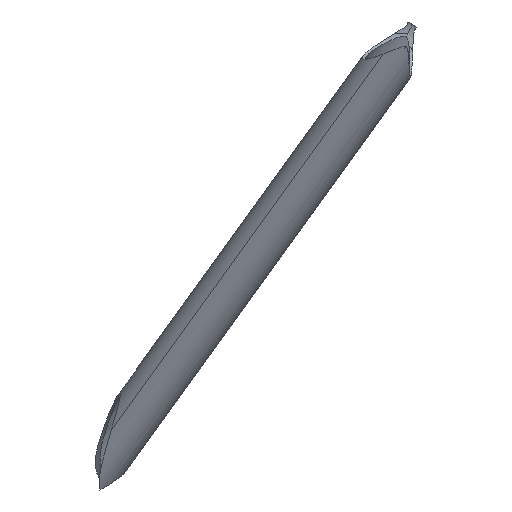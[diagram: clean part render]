
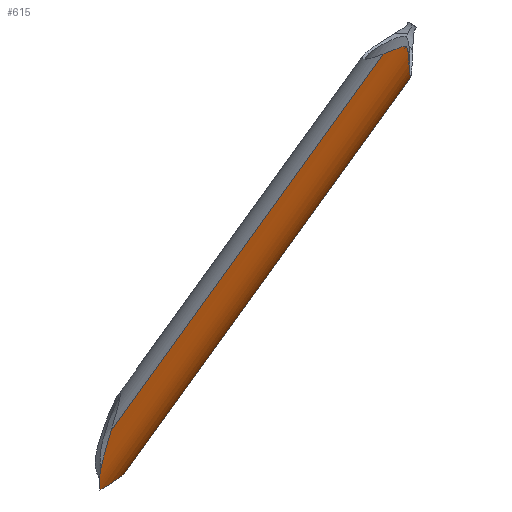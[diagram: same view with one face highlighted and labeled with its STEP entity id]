
A CAD part, front view. The second image highlights one B-rep face of the part: STEP entity #615.
In plain terms, the highlighted cylindrical face has radius 12.5 mm (diameter 25 mm), a partial arc.
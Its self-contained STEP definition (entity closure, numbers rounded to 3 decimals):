
#198=CARTESIAN_POINT('Vertex',(-644.88,-163.05,-54.8)) ;
#204=CARTESIAN_POINT('Control Point',(-644.88,-163.05,-54.8)) ;
#205=CARTESIAN_POINT('Control Point',(-645.131,-163.857,-53.88)) ;
#206=CARTESIAN_POINT('Control Point',(-645.278,-164.577,-52.856)) ;
#207=CARTESIAN_POINT('Control Point',(-645.318,-165.224,-51.777)) ;
#208=CARTESIAN_POINT('Control Point',(-645.234,-166.833,-48.791)) ;
#209=CARTESIAN_POINT('Control Point',(-644.732,-168.134,-45.685)) ;
#210=CARTESIAN_POINT('Control Point',(-644.334,-168.889,-43.726)) ;
#211=CARTESIAN_POINT('Control Point',(-643.504,-170.162,-40.132)) ;
#212=CARTESIAN_POINT('Control Point',(-642.542,-171.266,-36.516)) ;
#213=CARTESIAN_POINT('Control Point',(-642.09,-171.732,-34.88)) ;
#214=CARTESIAN_POINT('Control Point',(-641.282,-172.488,-32.024)) ;
#215=CARTESIAN_POINT('Control Point',(-640.447,-173.14,-29.15)) ;
#216=CARTESIAN_POINT('Control Point',(-640.089,-173.396,-27.926)) ;
#217=CARTESIAN_POINT('Control Point',(-639.728,-173.632,-26.698)) ;
#218=CARTESIAN_POINT('Control Point',(-639.366,-173.842,-25.466)) ;
#219=CARTESIAN_POINT('Vertex',(-639.366,-173.842,-25.466)) ;
#312=CARTESIAN_POINT('Vertex',(-642.801,-142.923,-47.609)) ;
#316=CARTESIAN_POINT('Control Point',(-644.88,-163.05,-54.8)) ;
#317=CARTESIAN_POINT('Control Point',(-644.086,-163.014,-54.363)) ;
#318=CARTESIAN_POINT('Control Point',(-643.297,-162.955,-53.918)) ;
#319=CARTESIAN_POINT('Control Point',(-642.515,-162.87,-53.467)) ;
#320=CARTESIAN_POINT('Control Point',(-640.557,-162.583,-52.309)) ;
#321=CARTESIAN_POINT('Control Point',(-638.661,-162.091,-51.112)) ;
#322=CARTESIAN_POINT('Control Point',(-637.551,-161.707,-50.38)) ;
#323=CARTESIAN_POINT('Control Point',(-635.837,-160.913,-49.183)) ;
#324=CARTESIAN_POINT('Control Point',(-634.364,-159.74,-47.999)) ;
#325=CARTESIAN_POINT('Control Point',(-633.853,-159.235,-47.557)) ;
#326=CARTESIAN_POINT('Control Point',(-633.164,-158.337,-46.893)) ;
#327=CARTESIAN_POINT('Control Point',(-632.705,-157.269,-46.305)) ;
#328=CARTESIAN_POINT('Control Point',(-632.575,-156.866,-46.107)) ;
#329=CARTESIAN_POINT('Control Point',(-632.372,-155.923,-45.699)) ;
#330=CARTESIAN_POINT('Control Point',(-632.371,-154.921,-45.387)) ;
#331=CARTESIAN_POINT('Control Point',(-632.435,-154.36,-45.248)) ;
#332=CARTESIAN_POINT('Control Point',(-632.714,-153.066,-45.003)) ;
#333=CARTESIAN_POINT('Control Point',(-633.251,-151.829,-44.92)) ;
#334=CARTESIAN_POINT('Control Point',(-633.621,-151.153,-44.918)) ;
#335=CARTESIAN_POINT('Control Point',(-634.895,-149.178,-45.023)) ;
#336=CARTESIAN_POINT('Control Point',(-636.508,-147.482,-45.41)) ;
#337=CARTESIAN_POINT('Control Point',(-637.659,-146.453,-45.744)) ;
#338=CARTESIAN_POINT('Control Point',(-639.38,-145.105,-46.308)) ;
#339=CARTESIAN_POINT('Control Point',(-641.174,-143.912,-46.971)) ;
#340=CARTESIAN_POINT('Control Point',(-641.712,-143.57,-47.176)) ;
#341=CARTESIAN_POINT('Control Point',(-642.255,-143.241,-47.389)) ;
#342=CARTESIAN_POINT('Control Point',(-642.801,-142.923,-47.609)) ;
#528=CARTESIAN_POINT('Axis2P3D Location',(-574.203,-197.281,56.)) ;
#533=CARTESIAN_POINT('Line Origine',(-580.488,-208.086,56.)) ;
#537=CARTESIAN_POINT('Vertex',(-506.18,-251.305,158.814)) ;
#540=CARTESIAN_POINT('Line Origine',(-567.919,-186.476,56.)) ;
#544=CARTESIAN_POINT('Vertex',(-491.556,-230.889,161.657)) ;
#548=CARTESIAN_POINT('Control Point',(-491.556,-230.889,161.657)) ;
#549=CARTESIAN_POINT('Control Point',(-491.573,-230.879,161.253)) ;
#550=CARTESIAN_POINT('Control Point',(-491.59,-230.878,160.849)) ;
#551=CARTESIAN_POINT('Control Point',(-491.607,-230.885,160.445)) ;
#552=CARTESIAN_POINT('Vertex',(-491.607,-230.885,160.445)) ;
#556=CARTESIAN_POINT('Control Point',(-494.737,-255.63,162.637)) ;
#557=CARTESIAN_POINT('Control Point',(-494.561,-255.537,162.358)) ;
#558=CARTESIAN_POINT('Control Point',(-494.427,-255.423,162.058)) ;
#559=CARTESIAN_POINT('Control Point',(-494.324,-255.298,161.751)) ;
#560=CARTESIAN_POINT('Control Point',(-494.107,-254.958,160.964)) ;
#561=CARTESIAN_POINT('Control Point',(-493.98,-254.576,160.174)) ;
#562=CARTESIAN_POINT('Control Point',(-493.916,-254.332,159.695)) ;
#563=CARTESIAN_POINT('Control Point',(-493.752,-253.552,158.236)) ;
#564=CARTESIAN_POINT('Control Point',(-493.652,-252.68,156.822)) ;
#565=CARTESIAN_POINT('Control Point',(-493.589,-252.054,155.894)) ;
#566=CARTESIAN_POINT('Control Point',(-493.426,-250.163,153.34)) ;
#567=CARTESIAN_POINT('Control Point',(-493.274,-247.932,151.064)) ;
#568=CARTESIAN_POINT('Control Point',(-493.166,-246.34,149.748)) ;
#569=CARTESIAN_POINT('Control Point',(-492.996,-243.855,148.227)) ;
#570=CARTESIAN_POINT('Control Point',(-492.792,-241.085,147.569)) ;
#571=CARTESIAN_POINT('Control Point',(-492.732,-240.299,147.466)) ;
#572=CARTESIAN_POINT('Control Point',(-492.625,-238.933,147.457)) ;
#573=CARTESIAN_POINT('Control Point',(-492.515,-237.606,147.759)) ;
#574=CARTESIAN_POINT('Control Point',(-492.468,-237.062,147.944)) ;
#575=CARTESIAN_POINT('Control Point',(-492.36,-235.848,148.504)) ;
#576=CARTESIAN_POINT('Control Point',(-492.257,-234.79,149.329)) ;
#577=CARTESIAN_POINT('Control Point',(-492.201,-234.247,149.874)) ;
#578=CARTESIAN_POINT('Control Point',(-492.081,-233.152,151.231)) ;
#579=CARTESIAN_POINT('Control Point',(-491.976,-232.355,152.788)) ;
#580=CARTESIAN_POINT('Control Point',(-491.922,-231.991,153.702)) ;
#581=CARTESIAN_POINT('Control Point',(-491.82,-231.407,155.575)) ;
#582=CARTESIAN_POINT('Control Point',(-491.731,-231.076,157.51)) ;
#583=CARTESIAN_POINT('Control Point',(-491.689,-230.965,158.485)) ;
#584=CARTESIAN_POINT('Control Point',(-491.648,-230.903,159.464)) ;
#585=CARTESIAN_POINT('Control Point',(-491.607,-230.885,160.445)) ;
#586=CARTESIAN_POINT('Vertex',(-494.737,-255.63,162.637)) ;
#590=CARTESIAN_POINT('Control Point',(-494.737,-255.63,162.637)) ;
#591=CARTESIAN_POINT('Control Point',(-495.13,-255.613,162.661)) ;
#592=CARTESIAN_POINT('Control Point',(-495.525,-255.564,162.63)) ;
#593=CARTESIAN_POINT('Control Point',(-495.911,-255.494,162.563)) ;
#594=CARTESIAN_POINT('Control Point',(-496.516,-255.365,162.426)) ;
#595=CARTESIAN_POINT('Control Point',(-497.106,-255.211,162.255)) ;
#596=CARTESIAN_POINT('Control Point',(-497.328,-255.149,162.187)) ;
#597=CARTESIAN_POINT('Control Point',(-498.299,-254.869,161.873)) ;
#598=CARTESIAN_POINT('Control Point',(-499.244,-254.546,161.518)) ;
#599=CARTESIAN_POINT('Control Point',(-499.966,-254.279,161.24)) ;
#600=CARTESIAN_POINT('Control Point',(-501.672,-253.602,160.57)) ;
#601=CARTESIAN_POINT('Control Point',(-503.342,-252.833,159.906)) ;
#602=CARTESIAN_POINT('Control Point',(-504.3,-252.356,159.529)) ;
#603=CARTESIAN_POINT('Control Point',(-505.247,-251.847,159.164)) ;
#604=CARTESIAN_POINT('Control Point',(-506.18,-251.305,158.814)) ;
#529=DIRECTION('Axis2P3D Direction',(-0.554,0.322,-0.767)) ;
#530=DIRECTION('Axis2P3D XDirection',(0.503,0.864,0.)) ;
#534=DIRECTION('Vector Direction',(-0.554,0.322,-0.767)) ;
#541=DIRECTION('Vector Direction',(-0.554,0.322,-0.767)) ;
#531=AXIS2_PLACEMENT_3D('Cylinder Axis2P3D',#528,#529,#530) ;
#607=ORIENTED_EDGE('',*,*,#539,.T.) ;
#608=ORIENTED_EDGE('',*,*,#221,.F.) ;
#609=ORIENTED_EDGE('',*,*,#343,.T.) ;
#610=ORIENTED_EDGE('',*,*,#546,.F.) ;
#611=ORIENTED_EDGE('',*,*,#554,.T.) ;
#612=ORIENTED_EDGE('',*,*,#588,.F.) ;
#613=ORIENTED_EDGE('',*,*,#605,.T.) ;
#535=VECTOR('Line Direction',#534,1.) ;
#542=VECTOR('Line Direction',#541,1.) ;
#615=ADVANCED_FACE('Corps principal',(#614),#532,.T.) ;
#203=B_SPLINE_CURVE_WITH_KNOTS('',5,(#204,#205,#206,#207,#208,#209,#210,#211,#212,#213,#214,#215,#216,#217,#218),.UNSPECIFIED.,.F.,.U.,(6,3,3,3,6),(26.22,35.052,50.174,62.632,71.831),.UNSPECIFIED.) ;
#315=B_SPLINE_CURVE_WITH_KNOTS('',5,(#316,#317,#318,#319,#320,#321,#322,#323,#324,#325,#326,#327,#328,#329,#330,#331,#332,#333,#334,#335,#336,#337,#338,#339,#340,#341,#342),.UNSPECIFIED.,.F.,.U.,(6,3,3,3,3,3,3,3,6),(6.681,13.095,22.885,28.778,32.066,36.145,41.537,52.736,57.469),.UNSPECIFIED.) ;
#547=B_SPLINE_CURVE_WITH_KNOTS('',3,(#548,#549,#550,#551),.UNSPECIFIED.,.F.,.U.,(4,4),(0.,1.717),.UNSPECIFIED.) ;
#555=B_SPLINE_CURVE_WITH_KNOTS('',5,(#556,#557,#558,#559,#560,#561,#562,#563,#564,#565,#566,#567,#568,#569,#570,#571,#572,#573,#574,#575,#576,#577,#578,#579,#580,#581,#582,#583,#584,#585),.UNSPECIFIED.,.F.,.U.,(6,3,3,3,3,3,3,3,3,6),(11.022,13.448,17.274,25.199,39.747,45.305,49.354,54.744,61.666,68.605),.UNSPECIFIED.) ;
#589=B_SPLINE_CURVE_WITH_KNOTS('',5,(#590,#591,#592,#593,#594,#595,#596,#597,#598,#599,#600,#601,#602,#603,#604),.UNSPECIFIED.,.F.,.U.,(6,3,3,3,6),(1.127,3.912,5.605,11.396,19.418),.UNSPECIFIED.) ;
#532=CYLINDRICAL_SURFACE('generated cylinder',#531,12.5) ;
#221=EDGE_CURVE('',#199,#220,#203,.T.) ;
#343=EDGE_CURVE('',#199,#313,#315,.T.) ;
#539=EDGE_CURVE('',#538,#220,#536,.T.) ;
#546=EDGE_CURVE('',#545,#313,#543,.T.) ;
#554=EDGE_CURVE('',#545,#553,#547,.T.) ;
#588=EDGE_CURVE('',#587,#553,#555,.T.) ;
#605=EDGE_CURVE('',#587,#538,#589,.T.) ;
#606=EDGE_LOOP('',(#607,#608,#609,#610,#611,#612,#613)) ;
#614=FACE_OUTER_BOUND('',#606,.T.) ;
#536=LINE('Line',#533,#535) ;
#543=LINE('Line',#540,#542) ;
#199=VERTEX_POINT('',#198) ;
#220=VERTEX_POINT('',#219) ;
#313=VERTEX_POINT('',#312) ;
#538=VERTEX_POINT('',#537) ;
#545=VERTEX_POINT('',#544) ;
#553=VERTEX_POINT('',#552) ;
#587=VERTEX_POINT('',#586) ;
